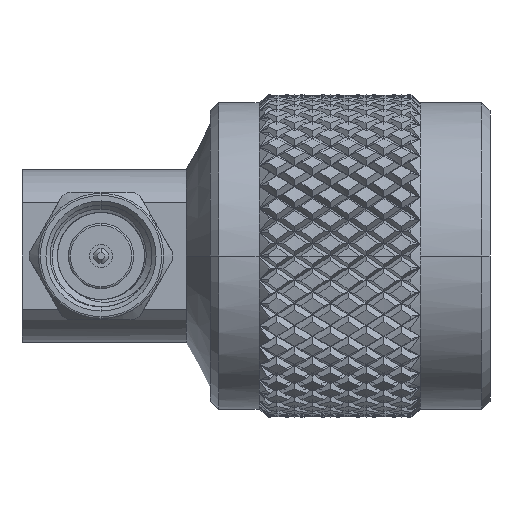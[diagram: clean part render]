
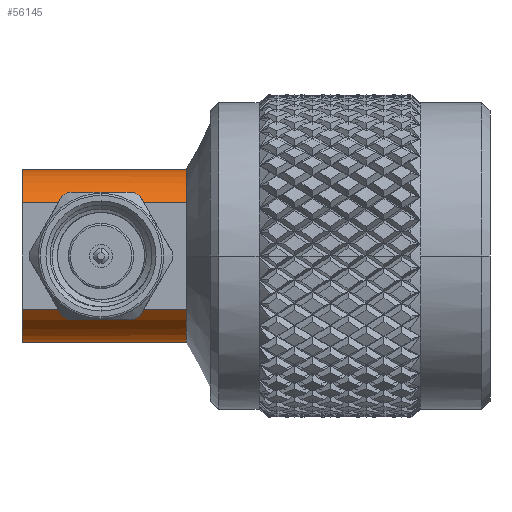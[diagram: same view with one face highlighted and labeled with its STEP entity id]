
A CAD part, left-side view. The second image highlights one B-rep face of the part: STEP entity #56145.
In plain terms, the highlighted cylindrical face has radius 5.395 mm (diameter 10.79 mm), a partial arc.
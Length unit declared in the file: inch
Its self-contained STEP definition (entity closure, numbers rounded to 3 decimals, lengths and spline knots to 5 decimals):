
#4093 = ORIENTED_EDGE ( 'NONE', *, *, #65182, .F. ) ;
#5583 = AXIS2_PLACEMENT_3D ( 'NONE', #21812, #21490, #43687 ) ;
#8843 = VECTOR ( 'NONE', #15726, 39.37008 ) ;
#9315 = DIRECTION ( 'NONE',  ( 1., 0., 0. ) ) ;
#9977 = DIRECTION ( 'NONE',  ( -1., 0., 0. ) ) ;
#10960 = FACE_OUTER_BOUND ( 'NONE', #93293, .T. ) ;
#11182 = VERTEX_POINT ( 'NONE', #87792 ) ;
#15726 = DIRECTION ( 'NONE',  ( 1., 0., 0. ) ) ;
#15945 = CARTESIAN_POINT ( 'NONE',  ( 0.05962, 0., 0. ) ) ;
#18711 = ORIENTED_EDGE ( 'NONE', *, *, #65982, .T. ) ;
#19228 = VERTEX_POINT ( 'NONE', #43025 ) ;
#20266 = AXIS2_PLACEMENT_3D ( 'NONE', #60573, #9977, #90462 ) ;
#21490 = DIRECTION ( 'NONE',  ( -1., 0., 0. ) ) ;
#21812 = CARTESIAN_POINT ( 'NONE',  ( 0.46208, 0., 0. ) ) ;
#25911 = LINE ( 'NONE', #52657, #62075 ) ;
#29389 = DIRECTION ( 'NONE',  ( 0., 0., 1. ) ) ;
#31194 = DIRECTION ( 'NONE',  ( 0., 0., 1. ) ) ;
#35910 = EDGE_CURVE ( 'NONE', #71000, #36578, #59613, .T. ) ;
#36578 = VERTEX_POINT ( 'NONE', #52797 ) ;
#38510 = DIRECTION ( 'NONE',  ( -1., 0., 0. ) ) ;
#40221 = EDGE_CURVE ( 'NONE', #11182, #68006, #84050, .T. ) ;
#43025 = CARTESIAN_POINT ( 'NONE',  ( 0.05962, 0.13037, 0.16769 ) ) ;
#43687 = DIRECTION ( 'NONE',  ( 0., 0., 1. ) ) ;
#46617 = ORIENTED_EDGE ( 'NONE', *, *, #62146, .F. ) ;
#47206 = CYLINDRICAL_SURFACE ( 'NONE', #91454, 0.21241 ) ;
#52657 = CARTESIAN_POINT ( 'NONE',  ( 0.05962, -0.13037, 0.16769 ) ) ;
#52797 = CARTESIAN_POINT ( 'NONE',  ( 0.05962, -0.13037, 0.16769 ) ) ;
#56145 = ADVANCED_FACE ( 'NONE', ( #10960 ), #47206, .T. ) ;
#57450 = LINE ( 'NONE', #73297, #8843 ) ;
#57512 = CARTESIAN_POINT ( 'NONE',  ( 0.46208, -0.13037, 0.16769 ) ) ;
#57747 = CIRCLE ( 'NONE', #20266, 0.21241 ) ;
#59613 = CIRCLE ( 'NONE', #61034, 0.21241 ) ;
#60573 = CARTESIAN_POINT ( 'NONE',  ( 0.05962, 0., 0. ) ) ;
#60955 = ORIENTED_EDGE ( 'NONE', *, *, #35910, .F. ) ;
#61034 = AXIS2_PLACEMENT_3D ( 'NONE', #15945, #38510, #31194 ) ;
#62075 = VECTOR ( 'NONE', #9315, 39.37008 ) ;
#62146 = EDGE_CURVE ( 'NONE', #19228, #71000, #57747, .T. ) ;
#64814 = ORIENTED_EDGE ( 'NONE', *, *, #40221, .T. ) ;
#65182 = EDGE_CURVE ( 'NONE', #36578, #68006, #25911, .T. ) ;
#65982 = EDGE_CURVE ( 'NONE', #19228, #11182, #57450, .T. ) ;
#68006 = VERTEX_POINT ( 'NONE', #57512 ) ;
#71000 = VERTEX_POINT ( 'NONE', #79105 ) ;
#73297 = CARTESIAN_POINT ( 'NONE',  ( 0.05962, 0.13037, 0.16769 ) ) ;
#79105 = CARTESIAN_POINT ( 'NONE',  ( 0.05962, 0., -0.21241 ) ) ;
#79250 = CARTESIAN_POINT ( 'NONE',  ( -5.70743, 0., 0. ) ) ;
#80193 = DIRECTION ( 'NONE',  ( -1., 0., 0. ) ) ;
#84050 = CIRCLE ( 'NONE', #5583, 0.21241 ) ;
#87792 = CARTESIAN_POINT ( 'NONE',  ( 0.46208, 0.13037, 0.16769 ) ) ;
#90462 = DIRECTION ( 'NONE',  ( 0., 0., 1. ) ) ;
#91454 = AXIS2_PLACEMENT_3D ( 'NONE', #79250, #80193, #29389 ) ;
#93293 = EDGE_LOOP ( 'NONE', ( #64814, #4093, #60955, #46617, #18711 ) ) ;
